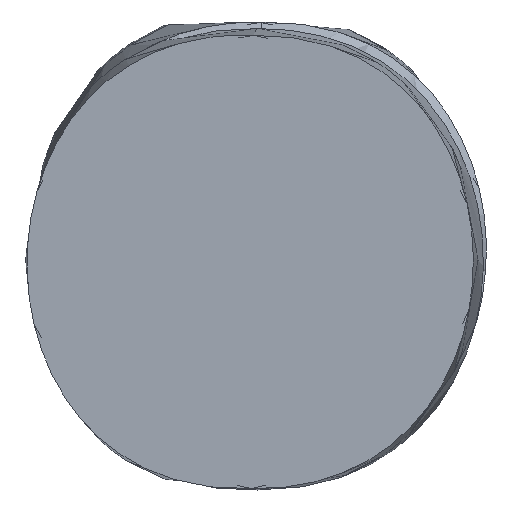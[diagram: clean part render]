
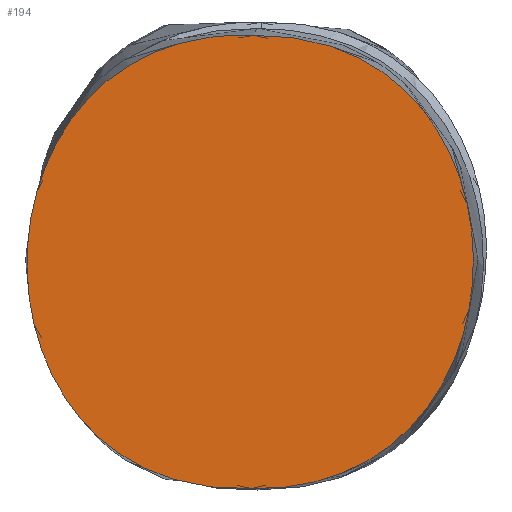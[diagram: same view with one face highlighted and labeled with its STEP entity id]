
A CAD part, left-side view. The second image highlights one B-rep face of the part: STEP entity #194.
In plain terms, the highlighted free-form (B-spline) face has degree [3, 3] with [4, 4] control points.
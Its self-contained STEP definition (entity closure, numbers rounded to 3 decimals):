
#22 = VERTEX_POINT('',#23);
#23 = CARTESIAN_POINT('',(-0.995,0.001,
    -0.126));
#32 = B_SPLINE_SURFACE_WITH_KNOTS('',3,3,(
    (#33,#34,#35,#36)
    ,(#37,#38,#39,#40)
    ,(#41,#42,#43,#44)
    ,(#45,#46,#47,#48
    )),.UNSPECIFIED.,.F.,.F.,.F.,(4,4),(4,4),(0.,1.),(0.,1.),
  .PIECEWISE_BEZIER_KNOTS.);
#33 = CARTESIAN_POINT('',(-0.995,0.002,
    0.123));
#34 = CARTESIAN_POINT('',(-0.854,0.,
    0.123));
#35 = CARTESIAN_POINT('',(-0.712,0.,
    0.123));
#36 = CARTESIAN_POINT('',(-0.57,0.002,
    0.121));
#37 = CARTESIAN_POINT('',(-1.,-0.161,0.126
    ));
#38 = CARTESIAN_POINT('',(-0.855,-0.159,0.125
    ));
#39 = CARTESIAN_POINT('',(-0.716,-0.159,0.124
    ));
#40 = CARTESIAN_POINT('',(-0.574,-0.163,0.126
    ));
#41 = CARTESIAN_POINT('',(-0.996,-0.163,-0.129
    ));
#42 = CARTESIAN_POINT('',(-0.858,-0.164,-0.129
    ));
#43 = CARTESIAN_POINT('',(-0.712,-0.164,-0.127
    ));
#44 = CARTESIAN_POINT('',(-0.571,-0.164,
    -0.131));
#45 = CARTESIAN_POINT('',(-0.997,-0.002,
    -0.127));
#46 = CARTESIAN_POINT('',(-0.855,-0.003,
    -0.126));
#47 = CARTESIAN_POINT('',(-0.715,-0.002,
    -0.128));
#48 = CARTESIAN_POINT('',(-0.573,0.,
    -0.128));
#57 = B_SPLINE_SURFACE_WITH_KNOTS('',3,3,(
    (#58,#59,#60,#61)
    ,(#62,#63,#64,#65)
    ,(#66,#67,#68,#69)
    ,(#70,#71,#72,#73
    )),.UNSPECIFIED.,.F.,.F.,.F.,(4,4),(4,4),(0.,1.),(0.,1.),
  .PIECEWISE_BEZIER_KNOTS.);
#58 = CARTESIAN_POINT('',(-0.995,-0.002,
    -0.13));
#59 = CARTESIAN_POINT('',(-0.853,-0.003,
    -0.13));
#60 = CARTESIAN_POINT('',(-0.715,-0.001,
    -0.13));
#61 = CARTESIAN_POINT('',(-0.574,-0.005,
    -0.131));
#62 = CARTESIAN_POINT('',(-0.993,0.164,-0.136
    ));
#63 = CARTESIAN_POINT('',(-0.857,0.164,-0.134)
  );
#64 = CARTESIAN_POINT('',(-0.71,0.16,-0.131
    ));
#65 = CARTESIAN_POINT('',(-0.573,0.164,-0.135
    ));
#66 = CARTESIAN_POINT('',(-0.994,0.169,0.128));
#67 = CARTESIAN_POINT('',(-0.852,0.167,0.128)
  );
#68 = CARTESIAN_POINT('',(-0.716,0.166,0.125)
  );
#69 = CARTESIAN_POINT('',(-0.574,0.167,0.128)
  );
#70 = CARTESIAN_POINT('',(-0.995,0.,
    0.123));
#71 = CARTESIAN_POINT('',(-0.855,0.,
    0.125));
#72 = CARTESIAN_POINT('',(-0.714,0.002,
    0.124));
#73 = CARTESIAN_POINT('',(-0.575,-0.002,
    0.125));
#127 = VERTEX_POINT('',#128);
#128 = CARTESIAN_POINT('',(-0.995,0.,
    0.119));
#151 = EDGE_CURVE('',#127,#22,#152,.T.);
#152 = SURFACE_CURVE('',#153,(#158,#168),.PCURVE_S1.);
#153 = B_SPLINE_CURVE_WITH_KNOTS('',3,(#154,#155,#156,#157),
  .UNSPECIFIED.,.F.,.F.,(4,4),(0.,1.),.PIECEWISE_BEZIER_KNOTS.);
#154 = CARTESIAN_POINT('',(-0.995,0.,
    0.119));
#155 = CARTESIAN_POINT('',(-0.995,-0.16,
    0.122));
#156 = CARTESIAN_POINT('',(-0.996,-0.159,
    -0.13));
#157 = CARTESIAN_POINT('',(-0.995,0.001,
    -0.126));
#158 = PCURVE('',#32,#159);
#159 = DEFINITIONAL_REPRESENTATION('',(#160),#167);
#160 = B_SPLINE_CURVE_WITH_KNOTS('',5,(#161,#162,#163,#164,#165,#166),
  .UNSPECIFIED.,.F.,.F.,(6,6),(0.,1.),.PIECEWISE_BEZIER_KNOTS.);
#161 = CARTESIAN_POINT('',(0.002,0.));
#162 = CARTESIAN_POINT('',(0.2,0.001));
#163 = CARTESIAN_POINT('',(0.413,0.002));
#164 = CARTESIAN_POINT('',(0.598,0.002));
#165 = CARTESIAN_POINT('',(0.81,0.003));
#166 = CARTESIAN_POINT('',(1.006,0.004));
#167 = ( GEOMETRIC_REPRESENTATION_CONTEXT(2) 
PARAMETRIC_REPRESENTATION_CONTEXT() REPRESENTATION_CONTEXT('2D SPACE',''
  ) );
#168 = PCURVE('',#169,#186);
#169 = B_SPLINE_SURFACE_WITH_KNOTS('',3,3,(
    (#170,#171,#172,#173)
    ,(#174,#175,#176,#177)
    ,(#178,#179,#180,#181)
    ,(#182,#183,#184,#185
    )),.UNSPECIFIED.,.F.,.F.,.F.,(4,4),(4,4),(0.,1.),(0.,1.),
  .PIECEWISE_BEZIER_KNOTS.);
#170 = CARTESIAN_POINT('',(-0.995,-0.126,
    -0.127));
#171 = CARTESIAN_POINT('',(-0.994,-0.043,
    -0.128));
#172 = CARTESIAN_POINT('',(-0.995,0.04,
    -0.127));
#173 = CARTESIAN_POINT('',(-0.995,0.123,
    -0.128));
#174 = CARTESIAN_POINT('',(-0.994,-0.125,
    -0.046));
#175 = CARTESIAN_POINT('',(-0.997,-0.041,
    -0.043));
#176 = CARTESIAN_POINT('',(-0.994,0.041,
    -0.045));
#177 = CARTESIAN_POINT('',(-0.995,0.124,
    -0.045));
#178 = CARTESIAN_POINT('',(-0.996,-0.126,
    0.039));
#179 = CARTESIAN_POINT('',(-0.993,-0.043,
    0.037));
#180 = CARTESIAN_POINT('',(-0.996,0.042,
    0.038));
#181 = CARTESIAN_POINT('',(-0.995,0.124,
    0.038));
#182 = CARTESIAN_POINT('',(-0.995,-0.126,
    0.119));
#183 = CARTESIAN_POINT('',(-0.995,-0.043,
    0.12));
#184 = CARTESIAN_POINT('',(-0.994,0.041,
    0.121));
#185 = CARTESIAN_POINT('',(-0.995,0.124,0.12
    ));
#186 = DEFINITIONAL_REPRESENTATION('',(#187),#193);
#187 = B_SPLINE_CURVE_WITH_KNOTS('',4,(#188,#189,#190,#191,#192),
  .UNSPECIFIED.,.F.,.F.,(5,5),(0.,1.),.PIECEWISE_BEZIER_KNOTS.);
#188 = CARTESIAN_POINT('',(0.997,0.506));
#189 = CARTESIAN_POINT('',(1.007,0.027));
#190 = CARTESIAN_POINT('',(0.5,-0.141));
#191 = CARTESIAN_POINT('',(-0.006,0.032));
#192 = CARTESIAN_POINT('',(0.003,0.512));
#193 = ( GEOMETRIC_REPRESENTATION_CONTEXT(2) 
PARAMETRIC_REPRESENTATION_CONTEXT() REPRESENTATION_CONTEXT('2D SPACE',''
  ) );
#194 = ADVANCED_FACE('',(#195),#169,.T.);
#195 = FACE_BOUND('',#196,.F.);
#196 = EDGE_LOOP('',(#197,#198));
#197 = ORIENTED_EDGE('',*,*,#151,.T.);
#198 = ORIENTED_EDGE('',*,*,#199,.T.);
#199 = EDGE_CURVE('',#22,#127,#200,.T.);
#200 = SURFACE_CURVE('',#201,(#206,#215),.PCURVE_S1.);
#201 = B_SPLINE_CURVE_WITH_KNOTS('',3,(#202,#203,#204,#205),
  .UNSPECIFIED.,.F.,.F.,(4,4),(0.,1.),.PIECEWISE_BEZIER_KNOTS.);
#202 = CARTESIAN_POINT('',(-0.995,0.001,
    -0.126));
#203 = CARTESIAN_POINT('',(-0.994,0.165,-0.132
    ));
#204 = CARTESIAN_POINT('',(-0.995,0.162,0.125
    ));
#205 = CARTESIAN_POINT('',(-0.995,0.,
    0.119));
#206 = PCURVE('',#169,#207);
#207 = DEFINITIONAL_REPRESENTATION('',(#208),#214);
#208 = B_SPLINE_CURVE_WITH_KNOTS('',4,(#209,#210,#211,#212,#213),
  .UNSPECIFIED.,.F.,.F.,(5,5),(0.,1.),.PIECEWISE_BEZIER_KNOTS.);
#209 = CARTESIAN_POINT('',(0.003,0.512));
#210 = CARTESIAN_POINT('',(-0.016,1.004));
#211 = CARTESIAN_POINT('',(0.507,1.156));
#212 = CARTESIAN_POINT('',(1.013,0.992));
#213 = CARTESIAN_POINT('',(0.997,0.506));
#214 = ( GEOMETRIC_REPRESENTATION_CONTEXT(2) 
PARAMETRIC_REPRESENTATION_CONTEXT() REPRESENTATION_CONTEXT('2D SPACE',''
  ) );
#215 = PCURVE('',#57,#216);
#216 = DEFINITIONAL_REPRESENTATION('',(#217),#224);
#217 = B_SPLINE_CURVE_WITH_KNOTS('',5,(#218,#219,#220,#221,#222,#223),
  .UNSPECIFIED.,.F.,.F.,(6,6),(0.,1.),.PIECEWISE_BEZIER_KNOTS.);
#218 = CARTESIAN_POINT('',(0.007,-0.001));
#219 = CARTESIAN_POINT('',(0.207,-0.001));
#220 = CARTESIAN_POINT('',(0.414,-0.001));
#221 = CARTESIAN_POINT('',(0.582,-0.002));
#222 = CARTESIAN_POINT('',(0.808,-0.002));
#223 = CARTESIAN_POINT('',(1.,-0.002));
#224 = ( GEOMETRIC_REPRESENTATION_CONTEXT(2) 
PARAMETRIC_REPRESENTATION_CONTEXT() REPRESENTATION_CONTEXT('2D SPACE',''
  ) );
